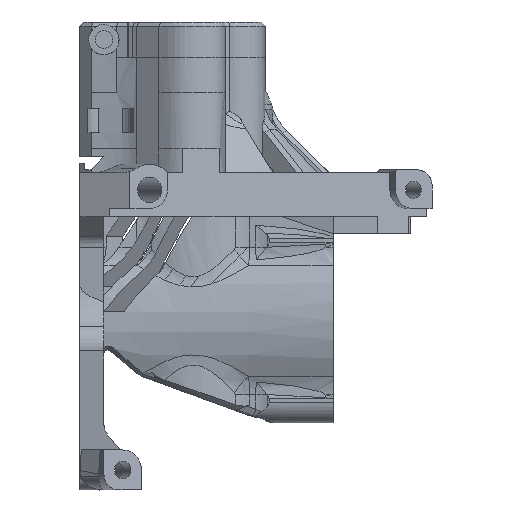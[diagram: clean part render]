
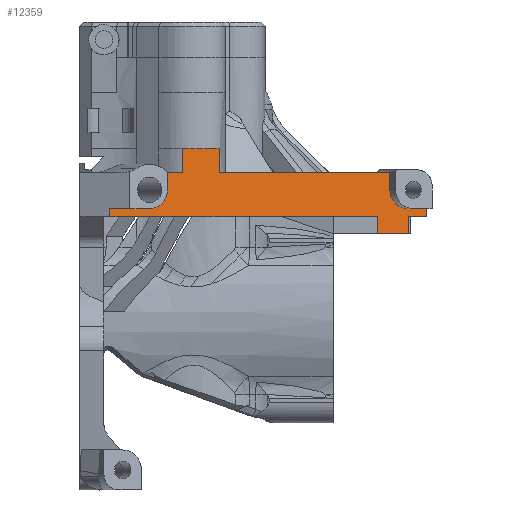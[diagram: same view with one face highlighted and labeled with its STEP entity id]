
A CAD part, left-side view. The second image highlights one B-rep face of the part: STEP entity #12359.
In plain terms, the highlighted planar face has unit normal (-0.94, -0.342, 0).
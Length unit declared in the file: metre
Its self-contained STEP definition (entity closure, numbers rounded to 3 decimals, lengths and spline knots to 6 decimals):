
#655=LINE('',#16977,#1329);
#659=LINE('',#16988,#1333);
#742=LINE('',#17401,#1416);
#744=LINE('',#17405,#1418);
#747=LINE('',#17411,#1421);
#748=LINE('',#17413,#1422);
#749=LINE('',#17415,#1423);
#750=LINE('',#17419,#1424);
#751=LINE('',#17421,#1425);
#752=LINE('',#17423,#1426);
#753=LINE('',#17425,#1427);
#754=LINE('',#17427,#1428);
#755=LINE('',#17429,#1429);
#756=LINE('',#17431,#1430);
#757=LINE('',#17437,#1431);
#758=LINE('',#17441,#1432);
#759=LINE('',#17443,#1433);
#1329=VECTOR('',#14173,1.);
#1333=VECTOR('',#14179,1.);
#1416=VECTOR('',#14374,1.);
#1418=VECTOR('',#14378,1.);
#1421=VECTOR('',#14387,1.);
#1422=VECTOR('',#14390,1.);
#1423=VECTOR('',#14391,1.);
#1424=VECTOR('',#14394,1.);
#1425=VECTOR('',#14395,1.);
#1426=VECTOR('',#14396,1.);
#1427=VECTOR('',#14397,1.);
#1428=VECTOR('',#14398,1.);
#1429=VECTOR('',#14399,1.);
#1430=VECTOR('',#14400,1.);
#1431=VECTOR('',#14405,1.);
#1432=VECTOR('',#14408,1.);
#1433=VECTOR('',#14409,1.);
#3026=ORIENTED_EDGE('',*,*,#6930,.F.);
#3027=ORIENTED_EDGE('',*,*,#6774,.T.);
#3028=ORIENTED_EDGE('',*,*,#6931,.F.);
#3029=ORIENTED_EDGE('',*,*,#6932,.F.);
#3030=ORIENTED_EDGE('',*,*,#6933,.F.);
#3031=ORIENTED_EDGE('',*,*,#6934,.T.);
#3032=ORIENTED_EDGE('',*,*,#6935,.F.);
#3033=ORIENTED_EDGE('',*,*,#6936,.T.);
#3034=ORIENTED_EDGE('',*,*,#6937,.F.);
#3035=ORIENTED_EDGE('',*,*,#6938,.T.);
#3036=ORIENTED_EDGE('',*,*,#6939,.T.);
#3037=ORIENTED_EDGE('',*,*,#6940,.T.);
#3038=ORIENTED_EDGE('',*,*,#6941,.F.);
#3039=ORIENTED_EDGE('',*,*,#6942,.F.);
#3040=ORIENTED_EDGE('',*,*,#6943,.T.);
#3041=ORIENTED_EDGE('',*,*,#6944,.F.);
#3042=ORIENTED_EDGE('',*,*,#6945,.F.);
#3043=ORIENTED_EDGE('',*,*,#6946,.F.);
#3044=ORIENTED_EDGE('',*,*,#6779,.T.);
#3045=ORIENTED_EDGE('',*,*,#6927,.F.);
#3046=ORIENTED_EDGE('',*,*,#6925,.F.);
#6774=EDGE_CURVE('',#8750,#8751,#655,.T.);
#6779=EDGE_CURVE('',#8756,#8755,#659,.T.);
#6925=EDGE_CURVE('',#8884,#8885,#742,.T.);
#6927=EDGE_CURVE('',#8885,#8755,#744,.T.);
#6930=EDGE_CURVE('',#8750,#8884,#747,.T.);
#6931=EDGE_CURVE('',#8886,#8751,#748,.T.);
#6932=EDGE_CURVE('',#8887,#8886,#749,.T.);
#6933=EDGE_CURVE('',#8888,#8887,#10071,.T.);
#6934=EDGE_CURVE('',#8888,#8889,#750,.T.);
#6935=EDGE_CURVE('',#8890,#8889,#751,.T.);
#6936=EDGE_CURVE('',#8890,#8891,#752,.T.);
#6937=EDGE_CURVE('',#8892,#8891,#753,.T.);
#6938=EDGE_CURVE('',#8892,#8893,#754,.T.);
#6939=EDGE_CURVE('',#8893,#8894,#755,.T.);
#6940=EDGE_CURVE('',#8894,#8895,#756,.T.);
#6941=EDGE_CURVE('',#8896,#8895,#10072,.T.);
#6942=EDGE_CURVE('',#8897,#8896,#10073,.T.);
#6943=EDGE_CURVE('',#8897,#8898,#757,.T.);
#6944=EDGE_CURVE('',#8899,#8898,#10074,.T.);
#6945=EDGE_CURVE('',#8900,#8899,#758,.T.);
#6946=EDGE_CURVE('',#8756,#8900,#759,.T.);
#8750=VERTEX_POINT('',#16978);
#8751=VERTEX_POINT('',#16979);
#8755=VERTEX_POINT('',#16987);
#8756=VERTEX_POINT('',#16989);
#8884=VERTEX_POINT('',#17400);
#8885=VERTEX_POINT('',#17402);
#8886=VERTEX_POINT('',#17414);
#8887=VERTEX_POINT('',#17416);
#8888=VERTEX_POINT('',#17418);
#8889=VERTEX_POINT('',#17420);
#8890=VERTEX_POINT('',#17422);
#8891=VERTEX_POINT('',#17424);
#8892=VERTEX_POINT('',#17426);
#8893=VERTEX_POINT('',#17428);
#8894=VERTEX_POINT('',#17430);
#8895=VERTEX_POINT('',#17432);
#8896=VERTEX_POINT('',#17434);
#8897=VERTEX_POINT('',#17436);
#8898=VERTEX_POINT('',#17438);
#8899=VERTEX_POINT('',#17440);
#8900=VERTEX_POINT('',#17442);
#10071=CIRCLE('',#13165,0.00235);
#10072=CIRCLE('',#13166,0.00405);
#10073=CIRCLE('',#13167,0.0032);
#10074=CIRCLE('',#13168,0.00235);
#10435=EDGE_LOOP('',(#3026,#3027,#3028,#3029,#3030,#3031,#3032,#3033,#3034,
#3035,#3036,#3037,#3038,#3039,#3040,#3041,#3042,#3043,#3044,#3045,#3046));
#11284=FACE_BOUND('',#10435,.T.);
#12110=PLANE('',#13164);
#12359=ADVANCED_FACE('',(#11284),#12110,.T.);
#13164=AXIS2_PLACEMENT_3D('',#17412,#14388,#14389);
#13165=AXIS2_PLACEMENT_3D('',#17417,#14392,#14393);
#13166=AXIS2_PLACEMENT_3D('',#17433,#14401,#14402);
#13167=AXIS2_PLACEMENT_3D('',#17435,#14403,#14404);
#13168=AXIS2_PLACEMENT_3D('',#17439,#14406,#14407);
#14173=DIRECTION('',(0.342,-0.94,0.));
#14179=DIRECTION('',(0.342,-0.94,0.));
#14374=DIRECTION('',(-0.342,0.94,0.));
#14378=DIRECTION('',(0.,0.,1.));
#14387=DIRECTION('',(0.,0.,-1.));
#14388=DIRECTION('',(-0.94,-0.342,0.));
#14389=DIRECTION('',(0.342,-0.94,0.));
#14390=DIRECTION('',(0.,0.,-1.));
#14391=DIRECTION('',(0.342,-0.94,0.));
#14392=DIRECTION('',(-0.94,-0.342,0.));
#14393=DIRECTION('',(-0.342,0.94,0.));
#14394=DIRECTION('',(0.,0.,1.));
#14395=DIRECTION('',(0.242,-0.664,0.707));
#14396=DIRECTION('',(-0.342,0.94,0.));
#14397=DIRECTION('',(0.,0.,-1.));
#14398=DIRECTION('',(-0.342,0.94,0.));
#14399=DIRECTION('',(0.,0.,-1.));
#14400=DIRECTION('',(-0.342,0.94,0.));
#14401=DIRECTION('',(-0.94,-0.342,0.));
#14402=DIRECTION('',(0.342,-0.94,0.));
#14403=DIRECTION('',(-0.94,-0.342,0.));
#14404=DIRECTION('',(0.342,-0.94,0.));
#14405=DIRECTION('',(0.,0.,-1.));
#14406=DIRECTION('',(-0.94,-0.342,0.));
#14407=DIRECTION('',(-0.342,0.94,0.));
#14408=DIRECTION('',(0.342,-0.94,0.));
#14409=DIRECTION('',(0.,0.,1.));
#16977=CARTESIAN_POINT('',(-0.015832,-0.026922,0.026));
#16978=CARTESIAN_POINT('',(-0.015832,-0.026922,0.026));
#16979=CARTESIAN_POINT('',(-0.015025,-0.02914,0.026));
#16987=CARTESIAN_POINT('',(-0.01725,-0.023026,0.026));
#16988=CARTESIAN_POINT('',(-0.015832,-0.026922,0.026));
#16989=CARTESIAN_POINT('',(-0.029424,0.010421,0.026));
#17400=CARTESIAN_POINT('',(-0.015832,-0.026922,0.023875));
#17401=CARTESIAN_POINT('',(-0.015832,-0.026922,0.023875));
#17402=CARTESIAN_POINT('',(-0.01725,-0.023026,0.023875));
#17405=CARTESIAN_POINT('',(-0.01725,-0.023026,0.023875));
#17411=CARTESIAN_POINT('',(-0.015832,-0.026922,0.026));
#17412=CARTESIAN_POINT('',(-0.021865,-0.010346,0.011875));
#17413=CARTESIAN_POINT('',(-0.015025,-0.02914,0.027025));
#17414=CARTESIAN_POINT('',(-0.015025,-0.02914,0.027025));
#17415=CARTESIAN_POINT('',(-0.01588,-0.026791,0.027025));
#17416=CARTESIAN_POINT('',(-0.01588,-0.026791,0.027025));
#17417=CARTESIAN_POINT('',(-0.01588,-0.026791,0.029375));
#17418=CARTESIAN_POINT('',(-0.016683,-0.024583,0.029375));
#17419=CARTESIAN_POINT('',(-0.016683,-0.024583,0.029375));
#17420=CARTESIAN_POINT('',(-0.016683,-0.024583,0.031625));
#17421=CARTESIAN_POINT('',(-0.022652,-0.008185,0.014175));
#17422=CARTESIAN_POINT('',(-0.016726,-0.024465,0.0315));
#17423=CARTESIAN_POINT('',(-0.016726,-0.024465,0.0315));
#17424=CARTESIAN_POINT('',(-0.024421,-0.003322,0.0315));
#17425=CARTESIAN_POINT('',(-0.024421,-0.003322,0.0345));
#17426=CARTESIAN_POINT('',(-0.024421,-0.003322,0.0345));
#17427=CARTESIAN_POINT('',(-0.021865,-0.010346,0.0345));
#17428=CARTESIAN_POINT('',(-0.026128,0.001367,0.0345));
#17429=CARTESIAN_POINT('',(-0.026128,0.001367,0.0345));
#17430=CARTESIAN_POINT('',(-0.026128,0.001367,0.0315));
#17431=CARTESIAN_POINT('',(-0.016726,-0.024465,0.0315));
#17432=CARTESIAN_POINT('',(-0.026551,0.002529,0.0315));
#17433=CARTESIAN_POINT('',(-0.026551,0.002529,0.03555));
#17434=CARTESIAN_POINT('',(-0.027277,0.004523,0.032101));
#17435=CARTESIAN_POINT('',(-0.02785,0.006098,0.029375));
#17436=CARTESIAN_POINT('',(-0.027047,0.00389,0.031547));
#17437=CARTESIAN_POINT('',(-0.027047,0.00389,0.031547));
#17438=CARTESIAN_POINT('',(-0.027047,0.00389,0.029375));
#17439=CARTESIAN_POINT('',(-0.02785,0.006098,0.029375));
#17440=CARTESIAN_POINT('',(-0.02785,0.006098,0.027025));
#17441=CARTESIAN_POINT('',(-0.029424,0.010421,0.027025));
#17442=CARTESIAN_POINT('',(-0.029424,0.010421,0.027025));
#17443=CARTESIAN_POINT('',(-0.029424,0.010421,0.026));
